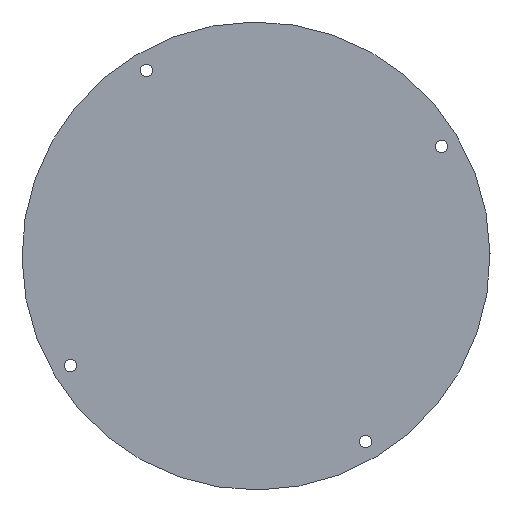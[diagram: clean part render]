
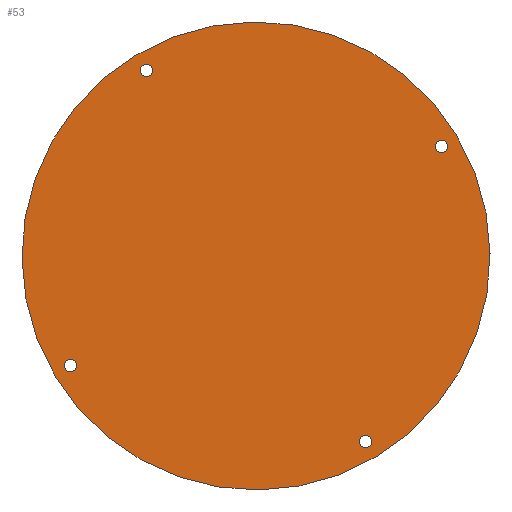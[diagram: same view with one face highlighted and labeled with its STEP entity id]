
A CAD part, front view. The second image highlights one B-rep face of the part: STEP entity #53.
In plain terms, the highlighted planar face has unit normal (0, -1, 0).
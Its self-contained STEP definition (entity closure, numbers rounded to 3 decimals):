
#6 = DIRECTION ( 'NONE',  ( 0., -1., 0. ) ) ;
#10 = DIRECTION ( 'NONE',  ( 0.509, 0., -0.861 ) ) ;
#16 = EDGE_CURVE ( 'NONE', #377, #130, #446, .T. ) ;
#18 = DIRECTION ( 'NONE',  ( 0., -1., 0. ) ) ;
#19 = CARTESIAN_POINT ( 'NONE',  ( 64.39, 150.925, 313.811 ) ) ;
#20 = CARTESIAN_POINT ( 'NONE',  ( 19.868, 150.925, 389.137 ) ) ;
#21 = CIRCLE ( 'NONE', #308, 1.25 ) ;
#22 = VERTEX_POINT ( 'NONE', #36 ) ;
#24 = ORIENTED_EDGE ( 'NONE', *, *, #458, .F. ) ;
#35 = EDGE_CURVE ( 'NONE', #468, #22, #235, .T. ) ;
#36 = CARTESIAN_POINT ( 'NONE',  ( 65.026, 150.925, 312.734 ) ) ;
#38 = FACE_BOUND ( 'NONE', #243, .T. ) ;
#40 = PLANE ( 'NONE',  #352 ) ;
#42 = VERTEX_POINT ( 'NONE', #310 ) ;
#45 = CIRCLE ( 'NONE', #487, 47.5 ) ;
#52 = ORIENTED_EDGE ( 'NONE', *, *, #35, .F. ) ;
#53 = ADVANCED_FACE ( 'NONE', ( #522, #318, #162, #38, #484 ), #40, .F. ) ;
#64 = EDGE_LOOP ( 'NONE', ( #406, #435 ) ) ;
#69 = EDGE_CURVE ( 'NONE', #512, #42, #430, .T. ) ;
#72 = AXIS2_PLACEMENT_3D ( 'NONE', #358, #241, #395 ) ;
#74 = DIRECTION ( 'NONE',  ( 0., -1., 0. ) ) ;
#76 = ORIENTED_EDGE ( 'NONE', *, *, #309, .F. ) ;
#79 = DIRECTION ( 'NONE',  ( 0.509, 0., -0.861 ) ) ;
#84 = AXIS2_PLACEMENT_3D ( 'NONE', #19, #224, #145 ) ;
#87 = DIRECTION ( 'NONE',  ( 0.509, 0., -0.861 ) ) ;
#92 = CARTESIAN_POINT ( 'NONE',  ( 79.792, 150.925, 373.735 ) ) ;
#102 = DIRECTION ( 'NONE',  ( 0., -1., 0. ) ) ;
#105 = CARTESIAN_POINT ( 'NONE',  ( 63.754, 150.925, 314.887 ) ) ;
#116 = CIRCLE ( 'NONE', #250, 1.25 ) ;
#123 = CARTESIAN_POINT ( 'NONE',  ( 64.39, 150.925, 313.811 ) ) ;
#125 = CARTESIAN_POINT ( 'NONE',  ( 42.129, 150.925, 351.474 ) ) ;
#130 = VERTEX_POINT ( 'NONE', #480 ) ;
#144 = CIRCLE ( 'NONE', #240, 1.25 ) ;
#145 = DIRECTION ( 'NONE',  ( 0.509, 0., -0.861 ) ) ;
#149 = ORIENTED_EDGE ( 'NONE', *, *, #513, .F. ) ;
#150 = CIRCLE ( 'NONE', #346, 1.25 ) ;
#162 = FACE_BOUND ( 'NONE', #371, .T. ) ;
#171 = CARTESIAN_POINT ( 'NONE',  ( 80.428, 150.925, 372.659 ) ) ;
#174 = DIRECTION ( 'NONE',  ( -0.509, 0., 0.861 ) ) ;
#181 = DIRECTION ( 'NONE',  ( 0.509, 0., -0.861 ) ) ;
#184 = EDGE_LOOP ( 'NONE', ( #24, #76 ) ) ;
#195 = EDGE_LOOP ( 'NONE', ( #330, #265 ) ) ;
#201 = DIRECTION ( 'NONE',  ( -0.509, 0., 0.861 ) ) ;
#203 = VERTEX_POINT ( 'NONE', #171 ) ;
#206 = DIRECTION ( 'NONE',  ( -0.509, 0., 0.861 ) ) ;
#212 = VERTEX_POINT ( 'NONE', #327 ) ;
#214 = CARTESIAN_POINT ( 'NONE',  ( 19.232, 150.925, 390.213 ) ) ;
#224 = DIRECTION ( 'NONE',  ( 0., -1., 0. ) ) ;
#231 = CARTESIAN_POINT ( 'NONE',  ( 66.298, 150.925, 310.582 ) ) ;
#235 = CIRCLE ( 'NONE', #439, 1.25 ) ;
#238 = VERTEX_POINT ( 'NONE', #275 ) ;
#240 = AXIS2_PLACEMENT_3D ( 'NONE', #92, #6, #10 ) ;
#241 = DIRECTION ( 'NONE',  ( 0., -1., 0. ) ) ;
#243 = EDGE_LOOP ( 'NONE', ( #314, #52 ) ) ;
#250 = AXIS2_PLACEMENT_3D ( 'NONE', #303, #102, #466 ) ;
#258 = CARTESIAN_POINT ( 'NONE',  ( 3.83, 150.925, 330.288 ) ) ;
#264 = DIRECTION ( 'NONE',  ( 0.509, 0., -0.861 ) ) ;
#265 = ORIENTED_EDGE ( 'NONE', *, *, #518, .F. ) ;
#275 = CARTESIAN_POINT ( 'NONE',  ( 79.156, 150.925, 374.811 ) ) ;
#285 = ORIENTED_EDGE ( 'NONE', *, *, #16, .F. ) ;
#292 = EDGE_CURVE ( 'NONE', #42, #512, #45, .T. ) ;
#295 = DIRECTION ( 'NONE',  ( 0., -1., 0. ) ) ;
#303 = CARTESIAN_POINT ( 'NONE',  ( 79.792, 150.925, 373.735 ) ) ;
#308 = AXIS2_PLACEMENT_3D ( 'NONE', #461, #295, #87 ) ;
#309 = EDGE_CURVE ( 'NONE', #238, #203, #144, .T. ) ;
#310 = CARTESIAN_POINT ( 'NONE',  ( 17.96, 150.925, 392.365 ) ) ;
#314 = ORIENTED_EDGE ( 'NONE', *, *, #447, .F. ) ;
#318 = FACE_BOUND ( 'NONE', #195, .T. ) ;
#327 = CARTESIAN_POINT ( 'NONE',  ( 20.504, 150.925, 388.06 ) ) ;
#330 = ORIENTED_EDGE ( 'NONE', *, *, #399, .F. ) ;
#346 = AXIS2_PLACEMENT_3D ( 'NONE', #386, #501, #264 ) ;
#350 = VERTEX_POINT ( 'NONE', #214 ) ;
#352 = AXIS2_PLACEMENT_3D ( 'NONE', #448, #355, #201 ) ;
#355 = DIRECTION ( 'NONE',  ( 0., 1., 0. ) ) ;
#358 = CARTESIAN_POINT ( 'NONE',  ( 4.466, 150.925, 329.212 ) ) ;
#371 = EDGE_LOOP ( 'NONE', ( #149, #285 ) ) ;
#377 = VERTEX_POINT ( 'NONE', #258 ) ;
#380 = CIRCLE ( 'NONE', #472, 1.25 ) ;
#386 = CARTESIAN_POINT ( 'NONE',  ( 4.466, 150.925, 329.212 ) ) ;
#395 = DIRECTION ( 'NONE',  ( 0.509, 0., -0.861 ) ) ;
#398 = DIRECTION ( 'NONE',  ( 0., 1., 0. ) ) ;
#399 = EDGE_CURVE ( 'NONE', #212, #350, #21, .T. ) ;
#406 = ORIENTED_EDGE ( 'NONE', *, *, #69, .F. ) ;
#415 = CARTESIAN_POINT ( 'NONE',  ( 42.129, 150.925, 351.474 ) ) ;
#430 = CIRCLE ( 'NONE', #515, 47.5 ) ;
#435 = ORIENTED_EDGE ( 'NONE', *, *, #292, .F. ) ;
#439 = AXIS2_PLACEMENT_3D ( 'NONE', #123, #74, #79 ) ;
#446 = CIRCLE ( 'NONE', #72, 1.25 ) ;
#447 = EDGE_CURVE ( 'NONE', #22, #468, #514, .T. ) ;
#448 = CARTESIAN_POINT ( 'NONE',  ( 42.129, 150.925, 351.474 ) ) ;
#458 = EDGE_CURVE ( 'NONE', #203, #238, #116, .T. ) ;
#461 = CARTESIAN_POINT ( 'NONE',  ( 19.868, 150.925, 389.137 ) ) ;
#466 = DIRECTION ( 'NONE',  ( 0.509, 0., -0.861 ) ) ;
#468 = VERTEX_POINT ( 'NONE', #105 ) ;
#472 = AXIS2_PLACEMENT_3D ( 'NONE', #20, #18, #181 ) ;
#480 = CARTESIAN_POINT ( 'NONE',  ( 5.102, 150.925, 328.136 ) ) ;
#484 = FACE_BOUND ( 'NONE', #184, .T. ) ;
#487 = AXIS2_PLACEMENT_3D ( 'NONE', #415, #494, #174 ) ;
#494 = DIRECTION ( 'NONE',  ( 0., 1., 0. ) ) ;
#501 = DIRECTION ( 'NONE',  ( 0., -1., 0. ) ) ;
#512 = VERTEX_POINT ( 'NONE', #231 ) ;
#513 = EDGE_CURVE ( 'NONE', #130, #377, #150, .T. ) ;
#514 = CIRCLE ( 'NONE', #84, 1.25 ) ;
#515 = AXIS2_PLACEMENT_3D ( 'NONE', #125, #398, #206 ) ;
#518 = EDGE_CURVE ( 'NONE', #350, #212, #380, .T. ) ;
#522 = FACE_OUTER_BOUND ( 'NONE', #64, .T. ) ;
